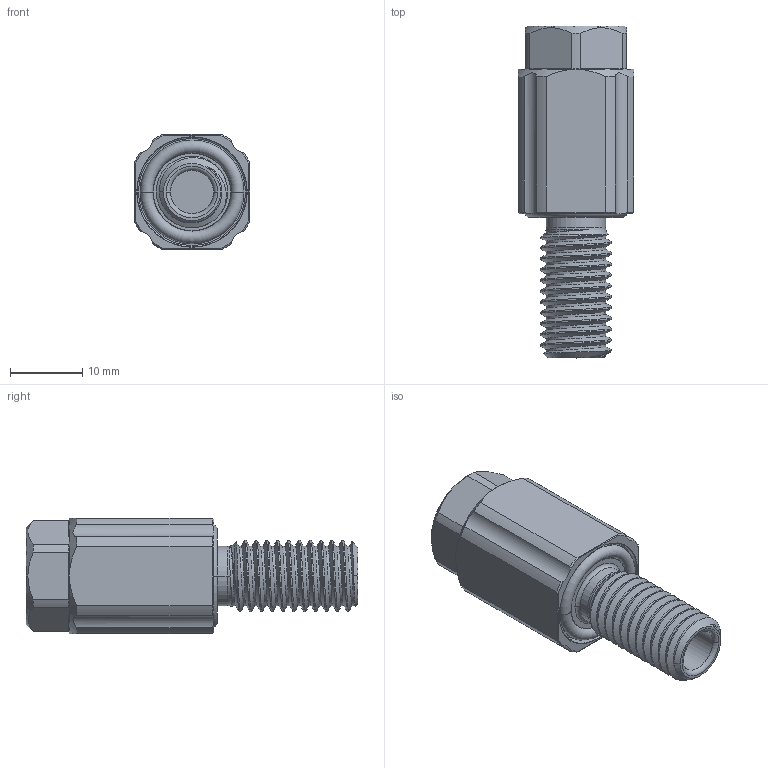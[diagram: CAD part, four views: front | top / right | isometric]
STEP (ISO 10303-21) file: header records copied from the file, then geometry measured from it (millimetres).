
FILE_DESCRIPTION (( 'STEP AP214' ), '1' );
FILE_NAME ('WLP-M10-8.5MM-PUBLIC.step', '2021-08-12T23:40:01', ( '' ), ( '' ), 'SwSTEP 2.0', 'SolidWorks 2020', '' );
FILE_SCHEMA (( 'AUTOMOTIVE_DESIGN' ));
Length unit declared in the file: foot
Products named in the file (1): WLP-M10-8.5MM-PUBLIC
Bounding box: 16 x 46 x 16 mm (x, y, z)
Volume: 5790.3 mm3; surface area: 3753.4 mm2
Topology: 3 solids, 3 shells, 126 faces, 317 edges, 199 vertices
Faces by surface type: cylinder 50, cone 28, plane 28, torus 17, bspline 3
Entity records: 8135 total; most frequent: CARTESIAN_POINT 3598, ORIENTED_EDGE 634, DIRECTION 564, EDGE_CURVE 317, AXIS2_PLACEMENT_3D 238, VERTEX_POINT 199, EDGE_LOOP 132, DIMENSIONAL_EXPONENTS 131
